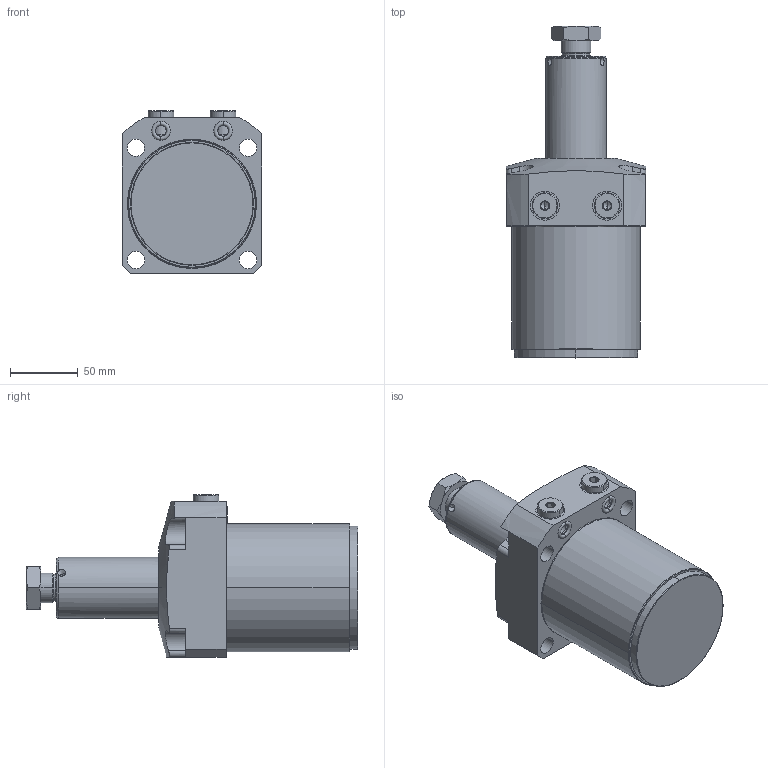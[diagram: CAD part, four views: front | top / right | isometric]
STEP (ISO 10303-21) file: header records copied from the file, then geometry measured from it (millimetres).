
FILE_DESCRIPTION((''),'2;1');
FILE_NAME('ILCML1408000S','2016-09-23T',('maj'),(''),'PRO/ENGINEER BY PARAMETRIC TECHNOLOGY CORPORATION, 2013320','PRO/ENGINEER BY PARAMETRIC TECHNOLOGY CORPORATION, 2013320','');
FILE_SCHEMA(('AUTOMOTIVE_DESIGN { 1 0 10303 214 1 1 1 1 }'));
Length unit declared in the file: millimetre
Products named in the file (1): ILCML1408000S
Bounding box: 103 x 245.5 x 120.55 mm (x, y, z)
Volume: 1323742.3 mm3; surface area: 93528.6 mm2
Topology: 3 solids, 7 shells, 207 faces, 494 edges, 303 vertices
Faces by surface type: cylinder 70, plane 68, cone 48, torus 21
Entity records: 7859 total; most frequent: CARTESIAN_POINT 1518, DIRECTION 1044, ORIENTED_EDGE 952, PRESENTATION_STYLE_ASSIGNMENT 491, STYLED_ITEM 491, CURVE_STYLE 484, EDGE_CURVE 484, AXIS2_PLACEMENT_3D 432
